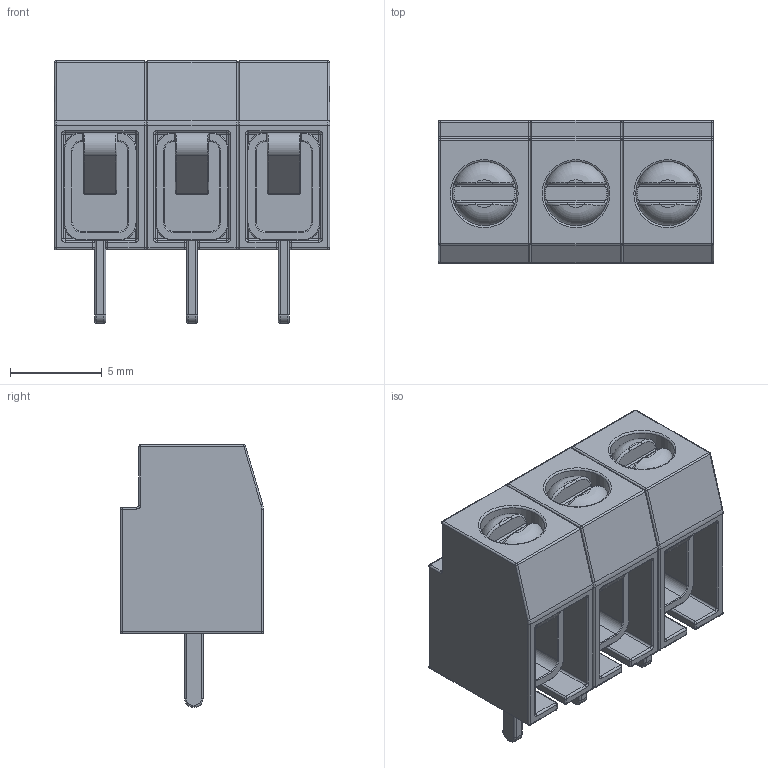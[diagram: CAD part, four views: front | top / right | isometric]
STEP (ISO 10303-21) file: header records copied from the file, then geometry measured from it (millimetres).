
FILE_DESCRIPTION(('FreeCAD Model'),'2;1');
FILE_NAME('Open CASCADE Shape Model','2023-08-10T16:51:16',(''),(''), 'Open CASCADE STEP processor 7.6','FreeCAD','Unknown');
FILE_SCHEMA(('AUTOMOTIVE_DESIGN { 1 0 10303 214 1 1 1 1 }'));
Length unit declared in the file: millimetre
Products named in the file (9): ScrewTerm_CUI_TB003_500; Housing; Housing_SinglePin; Enclosures; Enclosures_SinglePin; Screws; Screws_SinglePin; Pins; Pins_SinglePin
Assembly tree (16 placements, depth 3):
  ScrewTerm_CUI_TB003_500
    Housing
      Housing_SinglePin  x3
    Enclosures
      Enclosures_SinglePin  x3
    Screws
      Screws_SinglePin  x3
    Pins
      Pins_SinglePin  x3
Bounding box: 15 x 7.8 x 14.3 mm (x, y, z)
Volume: 750.9 mm3; surface area: 1968.3 mm2
Topology: 12 solids, 12 shells, 693 faces, 1599 edges, 816 vertices
Faces by surface type: cylinder 303, plane 153, torus 129, sphere 66, bspline 36, revolution 6
Full cylindrical faces by diameter (mm): 3.5 x6
Entity records: 15923 total; most frequent: CARTESIAN_POINT 5489, DIRECTION 2053, LINE 1079, VECTOR 1079, ORIENTED_EDGE 990, PCURVE 990, DEFINITIONAL_REPRESENTATION 990, EDGE_CURVE 495
